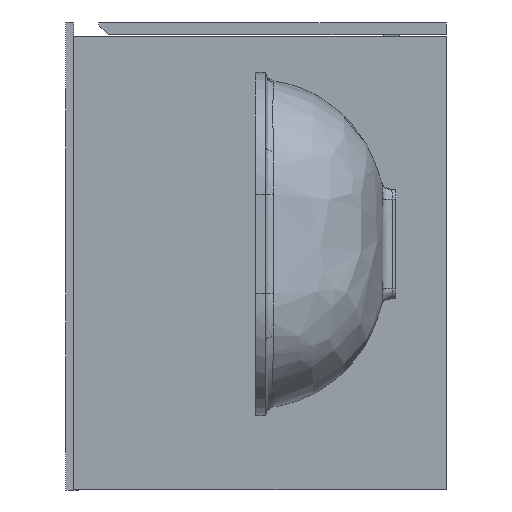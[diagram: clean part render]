
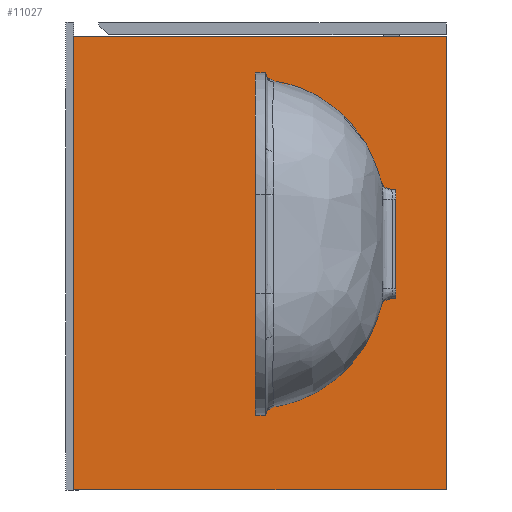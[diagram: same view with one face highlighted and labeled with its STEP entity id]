
A CAD part, left-side view. The second image highlights one B-rep face of the part: STEP entity #11027.
In plain terms, the highlighted planar face has unit normal (-1, 0, 0).
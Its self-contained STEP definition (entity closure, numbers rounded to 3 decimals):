
#48 = DIRECTION ( 'NONE',  ( 0., -1., 0. ) ) ;
#1122 = DIRECTION ( 'NONE',  ( 0., 0., -1. ) ) ;
#1341 = VERTEX_POINT ( 'NONE', #5985 ) ;
#2111 = CARTESIAN_POINT ( 'NONE',  ( 2., 374., -15. ) ) ;
#2999 = LINE ( 'NONE', #12257, #24461 ) ;
#3416 = EDGE_LOOP ( 'NONE', ( #19570, #8472, #13263, #18472 ) ) ;
#3417 = PLANE ( 'NONE',  #24421 ) ;
#3829 = CARTESIAN_POINT ( 'NONE',  ( 2., 0., -470. ) ) ;
#5985 = CARTESIAN_POINT ( 'NONE',  ( 2., 0., -470. ) ) ;
#6049 = DIRECTION ( 'NONE',  ( 0., -1., 0. ) ) ;
#8472 = ORIENTED_EDGE ( 'NONE', *, *, #19967, .T. ) ;
#10057 = EDGE_CURVE ( 'NONE', #24244, #14621, #11611, .T. ) ;
#11027 = ADVANCED_FACE ( 'NONE', ( #24225 ), #3417, .F. ) ;
#11611 = LINE ( 'NONE', #20874, #25399 ) ;
#12257 = CARTESIAN_POINT ( 'NONE',  ( 2., 374., -470. ) ) ;
#12669 = CARTESIAN_POINT ( 'NONE',  ( 2., 829.397, -470. ) ) ;
#13074 = DIRECTION ( 'NONE',  ( 0., 0., 1. ) ) ;
#13263 = ORIENTED_EDGE ( 'NONE', *, *, #25469, .T. ) ;
#14222 = EDGE_CURVE ( 'NONE', #29143, #24244, #2999, .T. ) ;
#14621 = VERTEX_POINT ( 'NONE', #21648 ) ;
#17592 = LINE ( 'NONE', #26851, #23051 ) ;
#18472 = ORIENTED_EDGE ( 'NONE', *, *, #10057, .F. ) ;
#19570 = ORIENTED_EDGE ( 'NONE', *, *, #14222, .F. ) ;
#19896 = CARTESIAN_POINT ( 'NONE',  ( 2., 374., -470. ) ) ;
#19967 = EDGE_CURVE ( 'NONE', #29143, #1341, #17592, .T. ) ;
#20874 = CARTESIAN_POINT ( 'NONE',  ( 2., 829.397, -15. ) ) ;
#21532 = DIRECTION ( 'NONE',  ( 0., 0., 1. ) ) ;
#21648 = CARTESIAN_POINT ( 'NONE',  ( 2., 0., -15. ) ) ;
#21938 = DIRECTION ( 'NONE',  ( 1., 0., 0. ) ) ;
#23051 = VECTOR ( 'NONE', #6049, 1000. ) ;
#24225 = FACE_OUTER_BOUND ( 'NONE', #3416, .T. ) ;
#24244 = VERTEX_POINT ( 'NONE', #2111 ) ;
#24421 = AXIS2_PLACEMENT_3D ( 'NONE', #12669, #21938, #1122 ) ;
#24461 = VECTOR ( 'NONE', #21532, 1000. ) ;
#24636 = LINE ( 'NONE', #3829, #25080 ) ;
#25080 = VECTOR ( 'NONE', #13074, 1000. ) ;
#25399 = VECTOR ( 'NONE', #48, 1000. ) ;
#25469 = EDGE_CURVE ( 'NONE', #1341, #14621, #24636, .T. ) ;
#26851 = CARTESIAN_POINT ( 'NONE',  ( 2., 829.397, -470. ) ) ;
#29143 = VERTEX_POINT ( 'NONE', #19896 ) ;
